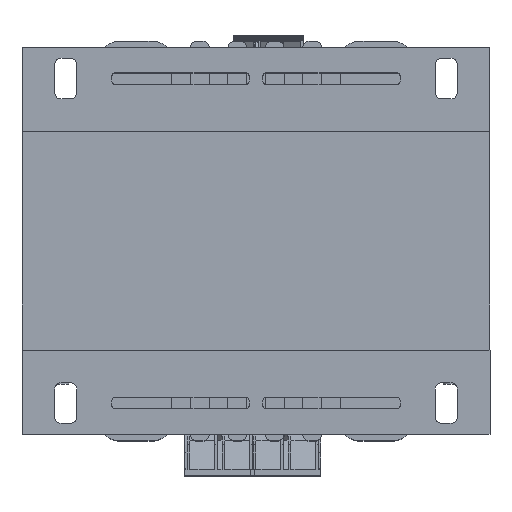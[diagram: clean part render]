
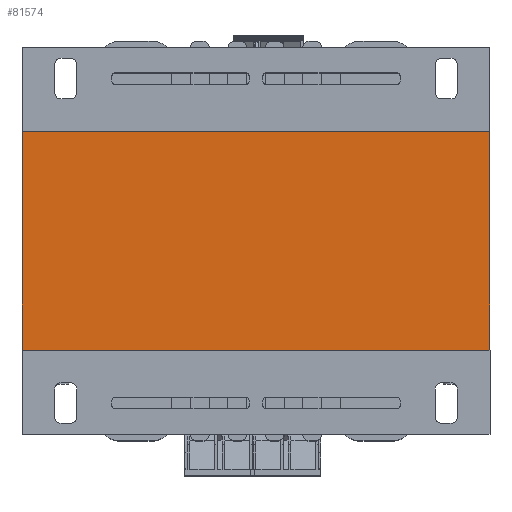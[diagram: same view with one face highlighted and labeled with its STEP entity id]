
A CAD part, top view. The second image highlights one B-rep face of the part: STEP entity #81574.
In plain terms, the highlighted planar face has unit normal (0, 0, 1).
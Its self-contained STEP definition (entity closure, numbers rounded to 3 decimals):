
#2722=FACE_OUTER_BOUND('',#6983,.T.);
#6983=EDGE_LOOP('',(#52019,#52020,#52021,#52022));
#11424=LINE('',#113096,#21841);
#11445=LINE('',#113146,#21862);
#11448=LINE('',#113152,#21865);
#11449=LINE('',#113153,#21866);
#21841=VECTOR('',#91633,10.);
#21862=VECTOR('',#91672,1.);
#21865=VECTOR('',#91677,1.);
#21866=VECTOR('',#91678,1.);
#32257=VERTEX_POINT('',#113092);
#32259=VERTEX_POINT('',#113095);
#32279=VERTEX_POINT('',#113145);
#32281=VERTEX_POINT('',#113151);
#40039=EDGE_CURVE('',#32259,#32257,#11424,.T.);
#40064=EDGE_CURVE('',#32259,#32279,#11445,.T.);
#40067=EDGE_CURVE('',#32257,#32281,#11448,.T.);
#40068=EDGE_CURVE('',#32281,#32279,#11449,.T.);
#52019=ORIENTED_EDGE('',*,*,#40067,.T.);
#52020=ORIENTED_EDGE('',*,*,#40068,.T.);
#52021=ORIENTED_EDGE('',*,*,#40064,.F.);
#52022=ORIENTED_EDGE('',*,*,#40039,.T.);
#75879=PLANE('',#86115);
#81574=ADVANCED_FACE('',(#2722),#75879,.T.);
#86115=AXIS2_PLACEMENT_3D('',#113150,#91675,#91676);
#91633=DIRECTION('',(-1.,0.,0.));
#91672=DIRECTION('',(0.,-1.,0.));
#91675=DIRECTION('center_axis',(0.,0.,1.));
#91676=DIRECTION('ref_axis',(0.,-1.,0.));
#91677=DIRECTION('',(0.,-1.,0.));
#91678=DIRECTION('',(1.,0.,0.));
#113092=CARTESIAN_POINT('',(615.285,-284.691,87.5));
#113095=CARTESIAN_POINT('',(765.285,-284.691,87.5));
#113096=CARTESIAN_POINT('',(652.785,-284.691,87.5));
#113145=CARTESIAN_POINT('',(765.285,-354.691,87.5));
#113146=CARTESIAN_POINT('',(765.285,-254.691,87.5));
#113150=CARTESIAN_POINT('Origin',(615.285,-254.691,87.5));
#113151=CARTESIAN_POINT('',(615.285,-354.691,87.5));
#113152=CARTESIAN_POINT('',(615.285,-254.691,87.5));
#113153=CARTESIAN_POINT('',(765.285,-354.691,87.5));
